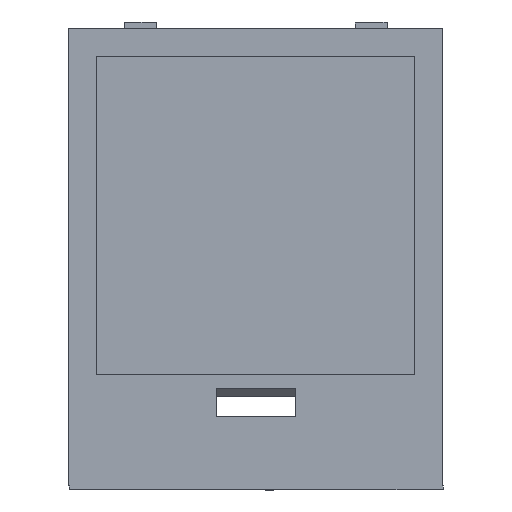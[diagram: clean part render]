
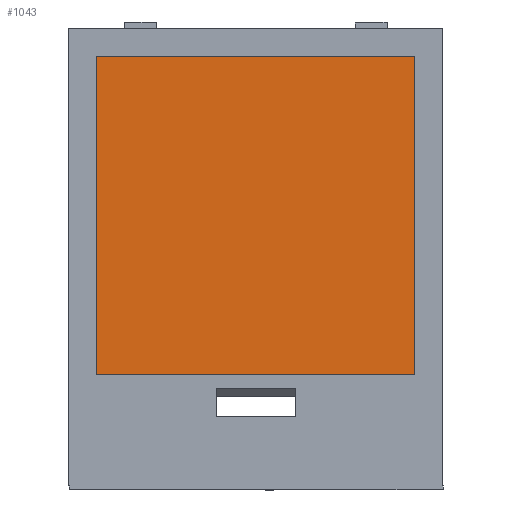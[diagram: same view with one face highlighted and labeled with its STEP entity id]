
A CAD part, top view. The second image highlights one B-rep face of the part: STEP entity #1043.
In plain terms, the highlighted planar face has unit normal (0, 0, 1).
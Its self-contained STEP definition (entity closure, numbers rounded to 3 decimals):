
#48=PLANE('',#1172);
#93=FACE_OUTER_BOUND('',#148,.T.);
#148=EDGE_LOOP('',(#787,#788,#789,#790));
#223=LINE('',#1625,#347);
#227=LINE('',#1632,#351);
#230=LINE('',#1638,#354);
#232=LINE('',#1641,#356);
#347=VECTOR('',#1316,10.);
#351=VECTOR('',#1322,10.);
#354=VECTOR('',#1327,10.);
#356=VECTOR('',#1331,10.);
#497=VERTEX_POINT('',#1622);
#498=VERTEX_POINT('',#1624);
#500=VERTEX_POINT('',#1630);
#502=VERTEX_POINT('',#1636);
#607=EDGE_CURVE('',#497,#498,#223,.T.);
#611=EDGE_CURVE('',#500,#497,#227,.T.);
#614=EDGE_CURVE('',#502,#500,#230,.T.);
#616=EDGE_CURVE('',#498,#502,#232,.T.);
#787=ORIENTED_EDGE('',*,*,#616,.F.);
#788=ORIENTED_EDGE('',*,*,#607,.F.);
#789=ORIENTED_EDGE('',*,*,#611,.F.);
#790=ORIENTED_EDGE('',*,*,#614,.F.);
#1043=ADVANCED_FACE('',(#93),#48,.F.);
#1172=AXIS2_PLACEMENT_3D('',#1642,#1332,#1333);
#1316=DIRECTION('',(0.,-1.,0.));
#1322=DIRECTION('',(1.,0.,0.));
#1327=DIRECTION('',(0.,1.,0.));
#1331=DIRECTION('',(-1.,0.,0.));
#1332=DIRECTION('center_axis',(0.,0.,-1.));
#1333=DIRECTION('ref_axis',(-1.,0.,0.));
#1622=CARTESIAN_POINT('',(-1.5,54.,0.4));
#1624=CARTESIAN_POINT('',(-1.5,14.,0.4));
#1625=CARTESIAN_POINT('',(-1.5,14.,0.4));
#1630=CARTESIAN_POINT('',(-41.5,54.,0.4));
#1632=CARTESIAN_POINT('',(-1.5,54.,0.4));
#1636=CARTESIAN_POINT('',(-41.5,14.,0.4));
#1638=CARTESIAN_POINT('',(-41.5,54.,0.4));
#1641=CARTESIAN_POINT('',(-41.5,14.,0.4));
#1642=CARTESIAN_POINT('Origin',(-21.5,34.,0.4));
